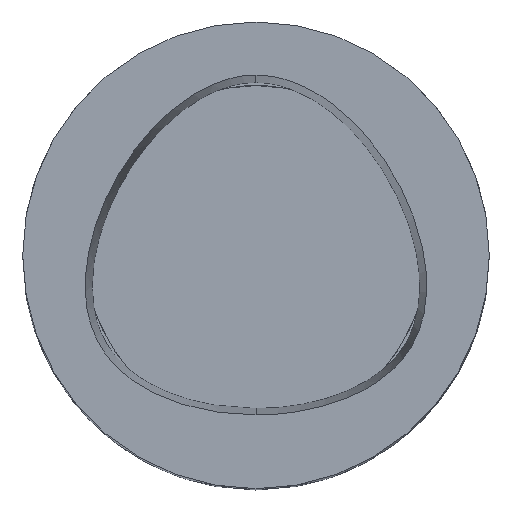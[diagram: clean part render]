
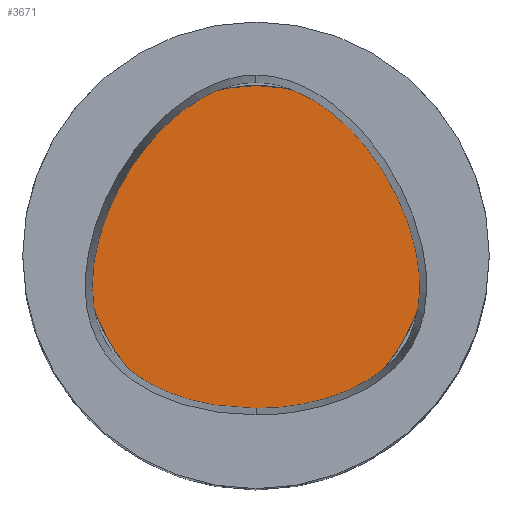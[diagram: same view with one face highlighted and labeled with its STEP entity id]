
A CAD part, top view. The second image highlights one B-rep face of the part: STEP entity #3671.
In plain terms, the highlighted planar face has unit normal (0, 0, 1).
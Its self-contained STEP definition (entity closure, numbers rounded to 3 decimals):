
#607 = CARTESIAN_POINT ( 'NONE',  ( 0., 0., 50.6 ) ) ;
#1172 = DIRECTION ( 'NONE',  ( 1., 0., 0. ) ) ;
#1263 = CARTESIAN_POINT ( 'NONE',  ( 0., 0., 50.6 ) ) ;
#1516 = CARTESIAN_POINT ( 'NONE',  ( -23., 0., 50.6 ) ) ;
#1616 = EDGE_LOOP ( 'NONE', ( #2817, #3843 ) ) ;
#1695 = DIRECTION ( 'NONE',  ( 0., 0., -1. ) ) ;
#1840 = EDGE_CURVE ( 'NONE', #2477, #3763, #4181, .T. ) ;
#1927 = PLANE ( 'NONE',  #2290 ) ;
#1942 = AXIS2_PLACEMENT_3D ( 'NONE', #1263, #1695, #4904 ) ;
#2290 = AXIS2_PLACEMENT_3D ( 'NONE', #3966, #4788, #1172 ) ;
#2477 = VERTEX_POINT ( 'NONE', #1516 ) ;
#2485 = AXIS2_PLACEMENT_3D ( 'NONE', #607, #3850, #2589 ) ;
#2589 = DIRECTION ( 'NONE',  ( -1., 0., 0. ) ) ;
#2811 = FACE_OUTER_BOUND ( 'NONE', #1616, .T. ) ;
#2817 = ORIENTED_EDGE ( 'NONE', *, *, #1840, .F. ) ;
#3214 = EDGE_CURVE ( 'NONE', #3763, #2477, #4342, .T. ) ;
#3671 = ADVANCED_FACE ( 'NONE', ( #2811 ), #1927, .T. ) ;
#3763 = VERTEX_POINT ( 'NONE', #4397 ) ;
#3843 = ORIENTED_EDGE ( 'NONE', *, *, #3214, .F. ) ;
#3850 = DIRECTION ( 'NONE',  ( 0., 0., -1. ) ) ;
#3966 = CARTESIAN_POINT ( 'NONE',  ( 0., 0., 50.6 ) ) ;
#4181 = CIRCLE ( 'NONE', #2485, 23. ) ;
#4342 = CIRCLE ( 'NONE', #1942, 23. ) ;
#4397 = CARTESIAN_POINT ( 'NONE',  ( 23., 0., 50.6 ) ) ;
#4788 = DIRECTION ( 'NONE',  ( 0., 0., 1. ) ) ;
#4904 = DIRECTION ( 'NONE',  ( -1., 0., 0. ) ) ;
